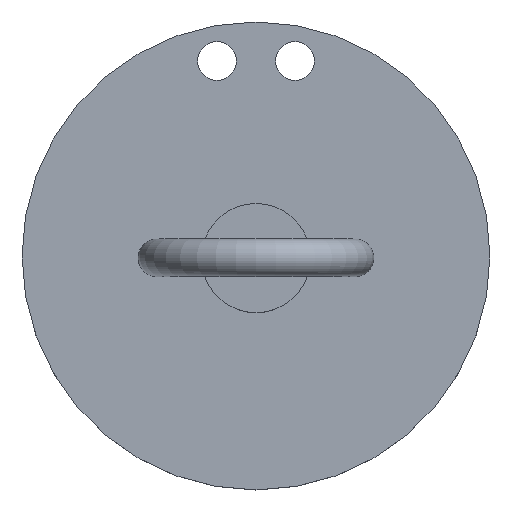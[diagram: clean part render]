
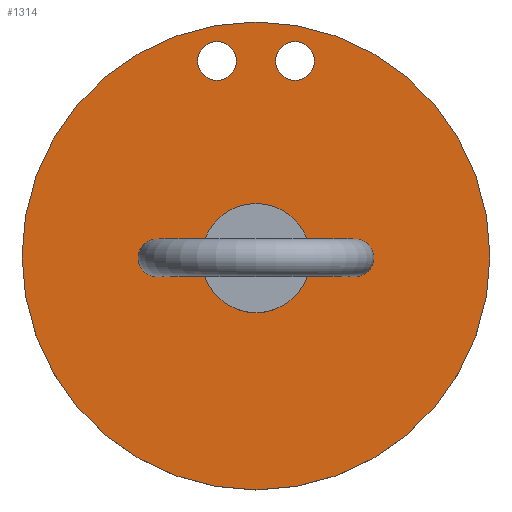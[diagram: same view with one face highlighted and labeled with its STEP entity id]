
A CAD part, top view. The second image highlights one B-rep face of the part: STEP entity #1314.
In plain terms, the highlighted planar face has unit normal (0, 0, 1).
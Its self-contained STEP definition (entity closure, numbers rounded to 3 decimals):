
#27=FACE_BOUND('',#186,.T.);
#28=FACE_BOUND('',#187,.T.);
#29=FACE_BOUND('',#188,.T.);
#38=PLANE('',#1420);
#111=FACE_OUTER_BOUND('',#185,.T.);
#185=EDGE_LOOP('',(#1176));
#186=EDGE_LOOP('',(#1177));
#187=EDGE_LOOP('',(#1178));
#188=EDGE_LOOP('',(#1179));
#206=CIRCLE('',#1409,2.518);
#208=CIRCLE('',#1412,2.5);
#210=CIRCLE('',#1415,2.5);
#212=CIRCLE('',#1418,30.);
#579=VERTEX_POINT('',#5379);
#581=VERTEX_POINT('',#5385);
#583=VERTEX_POINT('',#5391);
#585=VERTEX_POINT('',#5397);
#774=EDGE_CURVE('',#579,#579,#206,.F.);
#777=EDGE_CURVE('',#581,#581,#208,.T.);
#780=EDGE_CURVE('',#583,#583,#210,.T.);
#783=EDGE_CURVE('',#585,#585,#212,.T.);
#1176=ORIENTED_EDGE('',*,*,#783,.T.);
#1177=ORIENTED_EDGE('',*,*,#780,.T.);
#1178=ORIENTED_EDGE('',*,*,#777,.T.);
#1179=ORIENTED_EDGE('',*,*,#774,.T.);
#1314=ADVANCED_FACE('',(#111,#27,#28,#29),#38,.T.);
#1409=AXIS2_PLACEMENT_3D('',#5380,#1639,#1640);
#1412=AXIS2_PLACEMENT_3D('',#5386,#1646,#1647);
#1415=AXIS2_PLACEMENT_3D('',#5392,#1653,#1654);
#1418=AXIS2_PLACEMENT_3D('',#5398,#1660,#1661);
#1420=AXIS2_PLACEMENT_3D('',#5402,#1665,#1666);
#1639=DIRECTION('center_axis',(0.,0.,1.));
#1640=DIRECTION('ref_axis',(1.,0.,0.));
#1646=DIRECTION('center_axis',(0.,0.,-1.));
#1647=DIRECTION('ref_axis',(1.,0.,0.));
#1653=DIRECTION('center_axis',(0.,0.,-1.));
#1654=DIRECTION('ref_axis',(1.,0.,0.));
#1660=DIRECTION('center_axis',(0.,0.,1.));
#1661=DIRECTION('ref_axis',(1.,0.,0.));
#1665=DIRECTION('center_axis',(0.,0.,1.));
#1666=DIRECTION('ref_axis',(1.,0.,0.));
#5379=CARTESIAN_POINT('',(-2.518,0.,5.));
#5380=CARTESIAN_POINT('Origin',(0.,0.,5.));
#5385=CARTESIAN_POINT('',(-7.5,25.,5.));
#5386=CARTESIAN_POINT('Origin',(-5.,25.,5.));
#5391=CARTESIAN_POINT('',(2.5,25.,5.));
#5392=CARTESIAN_POINT('Origin',(5.,25.,5.));
#5397=CARTESIAN_POINT('',(-30.,0.,5.));
#5398=CARTESIAN_POINT('Origin',(0.,0.,5.));
#5402=CARTESIAN_POINT('Origin',(0.,0.,5.));
